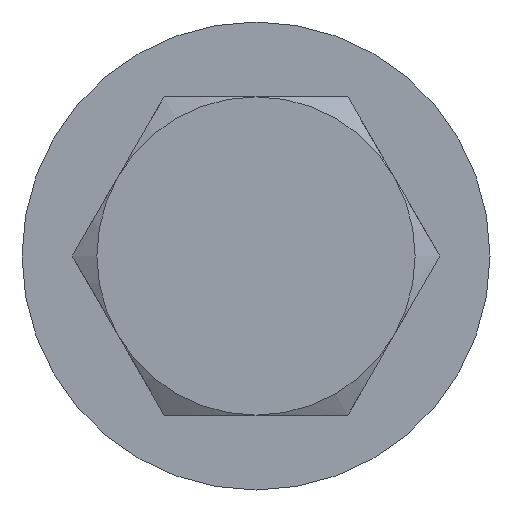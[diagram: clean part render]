
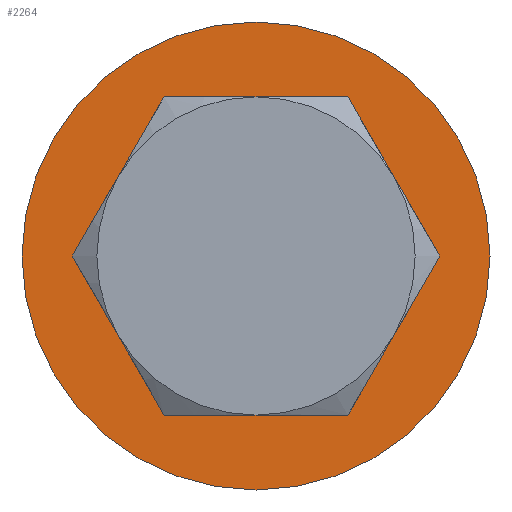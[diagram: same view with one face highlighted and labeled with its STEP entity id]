
A CAD part, left-side view. The second image highlights one B-rep face of the part: STEP entity #2264.
In plain terms, the highlighted face is planar.
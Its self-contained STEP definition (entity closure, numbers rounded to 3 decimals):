
#18 = CARTESIAN_POINT ( 'NONE',  ( 2.5, 0., 0. ) ) ;
#77 = AXIS2_PLACEMENT_3D ( 'NONE', #719, #3428, #3160 ) ;
#154 = CARTESIAN_POINT ( 'NONE',  ( 2.5, 0., 5.25 ) ) ;
#244 = DIRECTION ( 'NONE',  ( 1., 0., 0. ) ) ;
#281 = CIRCLE ( 'NONE', #726, 12.5 ) ;
#550 = DIRECTION ( 'NONE',  ( 0., 0., -1. ) ) ;
#585 = DIRECTION ( 'NONE',  ( 1., 0., 0. ) ) ;
#635 = DIRECTION ( 'NONE',  ( 0., 0., -1. ) ) ;
#648 = AXIS2_PLACEMENT_3D ( 'NONE', #3020, #1444, #3037 ) ;
#719 = CARTESIAN_POINT ( 'NONE',  ( 2.5, 5.25, 0. ) ) ;
#726 = AXIS2_PLACEMENT_3D ( 'NONE', #3255, #585, #635 ) ;
#974 = CIRCLE ( 'NONE', #648, 5.25 ) ;
#975 = VERTEX_POINT ( 'NONE', #3179 ) ;
#1050 = DIRECTION ( 'NONE',  ( 0., 0., -1. ) ) ;
#1172 = EDGE_CURVE ( 'NONE', #975, #2685, #281, .T. ) ;
#1239 = CIRCLE ( 'NONE', #3186, 5.25 ) ;
#1267 = FACE_OUTER_BOUND ( 'NONE', #1283, .T. ) ;
#1283 = EDGE_LOOP ( 'NONE', ( #2674, #1581 ) ) ;
#1310 = CARTESIAN_POINT ( 'NONE',  ( 2.5, 0., -5.25 ) ) ;
#1340 = AXIS2_PLACEMENT_3D ( 'NONE', #2947, #244, #1050 ) ;
#1405 = VERTEX_POINT ( 'NONE', #154 ) ;
#1415 = ORIENTED_EDGE ( 'NONE', *, *, #3413, .F. ) ;
#1444 = DIRECTION ( 'NONE',  ( 1., 0., 0. ) ) ;
#1531 = DIRECTION ( 'NONE',  ( 1., 0., 0. ) ) ;
#1581 = ORIENTED_EDGE ( 'NONE', *, *, #1172, .T. ) ;
#1651 = CARTESIAN_POINT ( 'NONE',  ( 2.5, 0., -12.5 ) ) ;
#2264 = ADVANCED_FACE ( 'NONE', ( #1267, #2378 ), #2616, .T. ) ;
#2378 = FACE_BOUND ( 'NONE', #3114, .T. ) ;
#2598 = CIRCLE ( 'NONE', #1340, 12.5 ) ;
#2616 = PLANE ( 'NONE',  #77 ) ;
#2674 = ORIENTED_EDGE ( 'NONE', *, *, #3042, .T. ) ;
#2685 = VERTEX_POINT ( 'NONE', #1651 ) ;
#2699 = ORIENTED_EDGE ( 'NONE', *, *, #2900, .F. ) ;
#2900 = EDGE_CURVE ( 'NONE', #1405, #2916, #1239, .T. ) ;
#2916 = VERTEX_POINT ( 'NONE', #1310 ) ;
#2947 = CARTESIAN_POINT ( 'NONE',  ( 2.5, 0., 0. ) ) ;
#3020 = CARTESIAN_POINT ( 'NONE',  ( 2.5, 0., 0. ) ) ;
#3037 = DIRECTION ( 'NONE',  ( 0., 0., -1. ) ) ;
#3042 = EDGE_CURVE ( 'NONE', #2685, #975, #2598, .T. ) ;
#3114 = EDGE_LOOP ( 'NONE', ( #1415, #2699 ) ) ;
#3160 = DIRECTION ( 'NONE',  ( 0., 1., 0. ) ) ;
#3179 = CARTESIAN_POINT ( 'NONE',  ( 2.5, 0., 12.5 ) ) ;
#3186 = AXIS2_PLACEMENT_3D ( 'NONE', #18, #1531, #550 ) ;
#3255 = CARTESIAN_POINT ( 'NONE',  ( 2.5, 0., 0. ) ) ;
#3413 = EDGE_CURVE ( 'NONE', #2916, #1405, #974, .T. ) ;
#3428 = DIRECTION ( 'NONE',  ( 1., 0., 0. ) ) ;
